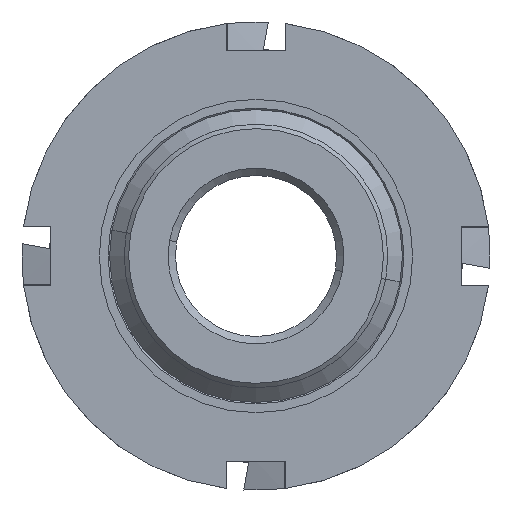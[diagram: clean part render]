
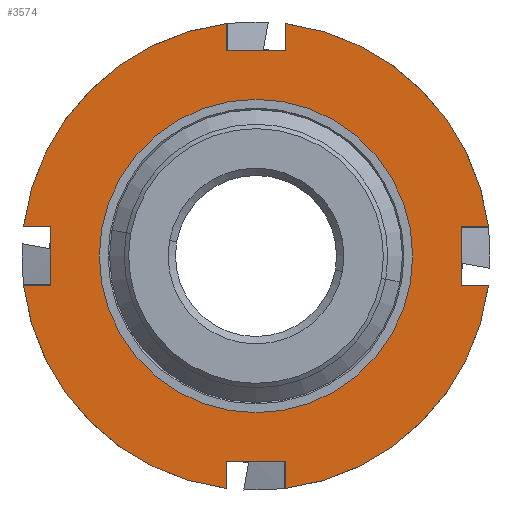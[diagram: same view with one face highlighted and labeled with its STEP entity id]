
A CAD part, front view. The second image highlights one B-rep face of the part: STEP entity #3574.
In plain terms, the highlighted planar face has unit normal (0, -1, 0).
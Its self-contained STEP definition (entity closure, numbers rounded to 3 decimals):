
#10 = VERTEX_POINT ( 'NONE', #772 ) ;
#78 = CARTESIAN_POINT ( 'NONE',  ( 0., -30., 0. ) ) ;
#105 = DIRECTION ( 'NONE',  ( 0., 0., 1. ) ) ;
#136 = DIRECTION ( 'NONE',  ( 0., 1., 0. ) ) ;
#201 = EDGE_CURVE ( 'NONE', #1322, #982, #1300, .T. ) ;
#243 = VERTEX_POINT ( 'NONE', #1249 ) ;
#255 = DIRECTION ( 'NONE',  ( 1., 0., 0. ) ) ;
#296 = EDGE_CURVE ( 'NONE', #3321, #243, #862, .T. ) ;
#311 = DIRECTION ( 'NONE',  ( 1., 0., 0. ) ) ;
#331 = AXIS2_PLACEMENT_3D ( 'NONE', #2690, #793, #1363 ) ;
#347 = CARTESIAN_POINT ( 'NONE',  ( -15.875, -30., 2. ) ) ;
#356 = CARTESIAN_POINT ( 'NONE',  ( 10.7, -30., -2. ) ) ;
#363 = ORIENTED_EDGE ( 'NONE', *, *, #4049, .F. ) ;
#382 = EDGE_CURVE ( 'NONE', #667, #3908, #1907, .T. ) ;
#405 = VECTOR ( 'NONE', #3897, 1000. ) ;
#419 = ORIENTED_EDGE ( 'NONE', *, *, #3976, .T. ) ;
#426 = DIRECTION ( 'NONE',  ( 0., 0., 1. ) ) ;
#481 = PLANE ( 'NONE',  #881 ) ;
#484 = EDGE_CURVE ( 'NONE', #3865, #1891, #1813, .T. ) ;
#491 = ORIENTED_EDGE ( 'NONE', *, *, #690, .T. ) ;
#494 = CIRCLE ( 'NONE', #3459, 16. ) ;
#503 = VERTEX_POINT ( 'NONE', #2314 ) ;
#624 = CARTESIAN_POINT ( 'NONE',  ( 2., -30., 0. ) ) ;
#644 = CARTESIAN_POINT ( 'NONE',  ( -14., -30., 0. ) ) ;
#667 = VERTEX_POINT ( 'NONE', #2480 ) ;
#672 = DIRECTION ( 'NONE',  ( 0., 0., -1. ) ) ;
#690 = EDGE_CURVE ( 'NONE', #3936, #3087, #1493, .T. ) ;
#772 = CARTESIAN_POINT ( 'NONE',  ( 2., -30., 15.875 ) ) ;
#793 = DIRECTION ( 'NONE',  ( 0., 1., 0. ) ) ;
#830 = ORIENTED_EDGE ( 'NONE', *, *, #1063, .T. ) ;
#862 = LINE ( 'NONE', #1544, #2369 ) ;
#872 = VERTEX_POINT ( 'NONE', #938 ) ;
#881 = AXIS2_PLACEMENT_3D ( 'NONE', #3939, #1712, #1400 ) ;
#886 = LINE ( 'NONE', #644, #1131 ) ;
#896 = ORIENTED_EDGE ( 'NONE', *, *, #1162, .T. ) ;
#900 = VERTEX_POINT ( 'NONE', #1910 ) ;
#921 = CARTESIAN_POINT ( 'NONE',  ( -2., -30., -14. ) ) ;
#938 = CARTESIAN_POINT ( 'NONE',  ( -2., -30., -15.875 ) ) ;
#982 = VERTEX_POINT ( 'NONE', #2571 ) ;
#988 = FACE_BOUND ( 'NONE', #1744, .T. ) ;
#992 = DIRECTION ( 'NONE',  ( 0., 0., 1. ) ) ;
#1004 = CARTESIAN_POINT ( 'NONE',  ( -2., -30., 0. ) ) ;
#1008 = CARTESIAN_POINT ( 'NONE',  ( 0., -30., 0. ) ) ;
#1059 = ORIENTED_EDGE ( 'NONE', *, *, #3461, .F. ) ;
#1063 = EDGE_CURVE ( 'NONE', #1479, #3908, #1483, .T. ) ;
#1131 = VECTOR ( 'NONE', #672, 1000. ) ;
#1146 = EDGE_CURVE ( 'NONE', #10, #1392, #2826, .T. ) ;
#1162 = EDGE_CURVE ( 'NONE', #900, #3321, #3363, .T. ) ;
#1229 = EDGE_LOOP ( 'NONE', ( #2723, #363, #4006, #830, #2581, #1059, #896, #2928, #1981, #3297, #1289, #2776, #2478, #2390, #491, #419 ) ) ;
#1236 = LINE ( 'NONE', #3262, #405 ) ;
#1249 = CARTESIAN_POINT ( 'NONE',  ( 14., -30., 2. ) ) ;
#1289 = ORIENTED_EDGE ( 'NONE', *, *, #1146, .T. ) ;
#1295 = EDGE_CURVE ( 'NONE', #10, #3176, #3562, .T. ) ;
#1299 = CARTESIAN_POINT ( 'NONE',  ( 0., -30., 0. ) ) ;
#1300 = LINE ( 'NONE', #1901, #3276 ) ;
#1321 = CARTESIAN_POINT ( 'NONE',  ( 0., -30., 0. ) ) ;
#1322 = VERTEX_POINT ( 'NONE', #1705 ) ;
#1349 = AXIS2_PLACEMENT_3D ( 'NONE', #78, #2304, #3234 ) ;
#1363 = DIRECTION ( 'NONE',  ( 0., 0., 1. ) ) ;
#1364 = VECTOR ( 'NONE', #2254, 1000. ) ;
#1392 = VERTEX_POINT ( 'NONE', #1739 ) ;
#1400 = DIRECTION ( 'NONE',  ( 0., 0., 1. ) ) ;
#1401 = CARTESIAN_POINT ( 'NONE',  ( 0., -30., -10.7 ) ) ;
#1466 = CIRCLE ( 'NONE', #1349, 16. ) ;
#1479 = VERTEX_POINT ( 'NONE', #921 ) ;
#1483 = LINE ( 'NONE', #1795, #4040 ) ;
#1493 = LINE ( 'NONE', #2766, #2494 ) ;
#1544 = CARTESIAN_POINT ( 'NONE',  ( 14., -30., 0. ) ) ;
#1584 = DIRECTION ( 'NONE',  ( 0., 0., -1. ) ) ;
#1666 = DIRECTION ( 'NONE',  ( 0., 0., 1. ) ) ;
#1705 = CARTESIAN_POINT ( 'NONE',  ( -2., -30., 15.875 ) ) ;
#1712 = DIRECTION ( 'NONE',  ( 0., 1., 0. ) ) ;
#1737 = VECTOR ( 'NONE', #2194, 1000. ) ;
#1739 = CARTESIAN_POINT ( 'NONE',  ( 2., -30., 14. ) ) ;
#1744 = EDGE_LOOP ( 'NONE', ( #2835, #2530 ) ) ;
#1795 = CARTESIAN_POINT ( 'NONE',  ( 0., -30., -14. ) ) ;
#1813 = CIRCLE ( 'NONE', #2358, 10.7 ) ;
#1820 = LINE ( 'NONE', #2339, #3885 ) ;
#1823 = DIRECTION ( 'NONE',  ( 1., 0., 0. ) ) ;
#1858 = CARTESIAN_POINT ( 'NONE',  ( -14., -30., -2. ) ) ;
#1891 = VERTEX_POINT ( 'NONE', #1401 ) ;
#1901 = CARTESIAN_POINT ( 'NONE',  ( -2., -30., 0. ) ) ;
#1907 = LINE ( 'NONE', #2893, #1364 ) ;
#1910 = CARTESIAN_POINT ( 'NONE',  ( 15.875, -30., -2. ) ) ;
#1981 = ORIENTED_EDGE ( 'NONE', *, *, #3531, .F. ) ;
#2085 = CARTESIAN_POINT ( 'NONE',  ( -14., -30., 2. ) ) ;
#2159 = EDGE_CURVE ( 'NONE', #872, #1479, #3934, .T. ) ;
#2194 = DIRECTION ( 'NONE',  ( 0., 0., -1. ) ) ;
#2254 = DIRECTION ( 'NONE',  ( 0., 0., 1. ) ) ;
#2295 = EDGE_CURVE ( 'NONE', #1392, #982, #1236, .T. ) ;
#2304 = DIRECTION ( 'NONE',  ( 0., 1., 0. ) ) ;
#2314 = CARTESIAN_POINT ( 'NONE',  ( -15.875, -30., -2. ) ) ;
#2339 = CARTESIAN_POINT ( 'NONE',  ( 10.7, -30., 2. ) ) ;
#2358 = AXIS2_PLACEMENT_3D ( 'NONE', #3596, #136, #3914 ) ;
#2369 = VECTOR ( 'NONE', #3757, 1000. ) ;
#2390 = ORIENTED_EDGE ( 'NONE', *, *, #2937, .F. ) ;
#2474 = VECTOR ( 'NONE', #2834, 1000. ) ;
#2478 = ORIENTED_EDGE ( 'NONE', *, *, #201, .F. ) ;
#2480 = CARTESIAN_POINT ( 'NONE',  ( 2., -30., -15.875 ) ) ;
#2494 = VECTOR ( 'NONE', #255, 1000. ) ;
#2496 = CARTESIAN_POINT ( 'NONE',  ( 10.7, -30., -2. ) ) ;
#2518 = VECTOR ( 'NONE', #311, 1000. ) ;
#2521 = CARTESIAN_POINT ( 'NONE',  ( 0., -30., 10.7 ) ) ;
#2530 = ORIENTED_EDGE ( 'NONE', *, *, #2840, .T. ) ;
#2571 = CARTESIAN_POINT ( 'NONE',  ( -2., -30., 14. ) ) ;
#2581 = ORIENTED_EDGE ( 'NONE', *, *, #382, .F. ) ;
#2690 = CARTESIAN_POINT ( 'NONE',  ( 0., -30., 0. ) ) ;
#2719 = CIRCLE ( 'NONE', #3139, 10.7 ) ;
#2723 = ORIENTED_EDGE ( 'NONE', *, *, #3140, .F. ) ;
#2724 = CIRCLE ( 'NONE', #331, 16. ) ;
#2761 = VERTEX_POINT ( 'NONE', #1858 ) ;
#2766 = CARTESIAN_POINT ( 'NONE',  ( 10.7, -30., 2. ) ) ;
#2776 = ORIENTED_EDGE ( 'NONE', *, *, #2295, .T. ) ;
#2782 = CARTESIAN_POINT ( 'NONE',  ( 15.875, -30., 2. ) ) ;
#2826 = LINE ( 'NONE', #624, #1737 ) ;
#2834 = DIRECTION ( 'NONE',  ( -1., 0., 0. ) ) ;
#2835 = ORIENTED_EDGE ( 'NONE', *, *, #484, .T. ) ;
#2840 = EDGE_CURVE ( 'NONE', #1891, #3865, #2719, .T. ) ;
#2868 = FACE_OUTER_BOUND ( 'NONE', #1229, .T. ) ;
#2893 = CARTESIAN_POINT ( 'NONE',  ( 2., -30., 0. ) ) ;
#2916 = DIRECTION ( 'NONE',  ( 0., 1., 0. ) ) ;
#2928 = ORIENTED_EDGE ( 'NONE', *, *, #296, .T. ) ;
#2937 = EDGE_CURVE ( 'NONE', #3936, #1322, #2724, .T. ) ;
#3087 = VERTEX_POINT ( 'NONE', #2085 ) ;
#3139 = AXIS2_PLACEMENT_3D ( 'NONE', #1299, #3815, #105 ) ;
#3140 = EDGE_CURVE ( 'NONE', #503, #2761, #3342, .T. ) ;
#3176 = VERTEX_POINT ( 'NONE', #2782 ) ;
#3234 = DIRECTION ( 'NONE',  ( 0., 0., 1. ) ) ;
#3262 = CARTESIAN_POINT ( 'NONE',  ( 0., -30., 14. ) ) ;
#3276 = VECTOR ( 'NONE', #1584, 1000. ) ;
#3297 = ORIENTED_EDGE ( 'NONE', *, *, #1295, .F. ) ;
#3319 = DIRECTION ( 'NONE',  ( -1., 0., 0. ) ) ;
#3321 = VERTEX_POINT ( 'NONE', #3821 ) ;
#3342 = LINE ( 'NONE', #2496, #2518 ) ;
#3363 = LINE ( 'NONE', #356, #2474 ) ;
#3459 = AXIS2_PLACEMENT_3D ( 'NONE', #1008, #2916, #1666 ) ;
#3461 = EDGE_CURVE ( 'NONE', #900, #667, #494, .T. ) ;
#3522 = DIRECTION ( 'NONE',  ( 0., 1., 0. ) ) ;
#3531 = EDGE_CURVE ( 'NONE', #3176, #243, #1820, .T. ) ;
#3562 = CIRCLE ( 'NONE', #4048, 16. ) ;
#3574 = ADVANCED_FACE ( 'NONE', ( #988, #2868 ), #481, .F. ) ;
#3596 = CARTESIAN_POINT ( 'NONE',  ( 0., -30., 0. ) ) ;
#3738 = VECTOR ( 'NONE', #992, 1000. ) ;
#3757 = DIRECTION ( 'NONE',  ( 0., 0., 1. ) ) ;
#3789 = CARTESIAN_POINT ( 'NONE',  ( 2., -30., -14. ) ) ;
#3815 = DIRECTION ( 'NONE',  ( 0., 1., 0. ) ) ;
#3821 = CARTESIAN_POINT ( 'NONE',  ( 14., -30., -2. ) ) ;
#3865 = VERTEX_POINT ( 'NONE', #2521 ) ;
#3885 = VECTOR ( 'NONE', #3319, 1000. ) ;
#3897 = DIRECTION ( 'NONE',  ( -1., 0., 0. ) ) ;
#3908 = VERTEX_POINT ( 'NONE', #3789 ) ;
#3914 = DIRECTION ( 'NONE',  ( 0., 0., 1. ) ) ;
#3934 = LINE ( 'NONE', #1004, #3738 ) ;
#3936 = VERTEX_POINT ( 'NONE', #347 ) ;
#3939 = CARTESIAN_POINT ( 'NONE',  ( 10.7, -30., 0. ) ) ;
#3976 = EDGE_CURVE ( 'NONE', #3087, #2761, #886, .T. ) ;
#4006 = ORIENTED_EDGE ( 'NONE', *, *, #2159, .T. ) ;
#4040 = VECTOR ( 'NONE', #1823, 1000. ) ;
#4048 = AXIS2_PLACEMENT_3D ( 'NONE', #1321, #3522, #426 ) ;
#4049 = EDGE_CURVE ( 'NONE', #872, #503, #1466, .T. ) ;
